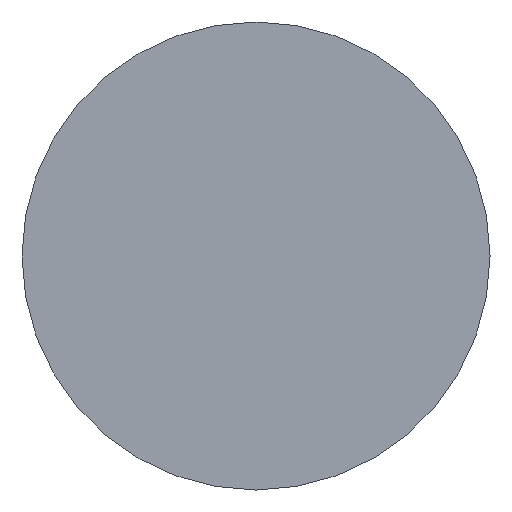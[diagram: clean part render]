
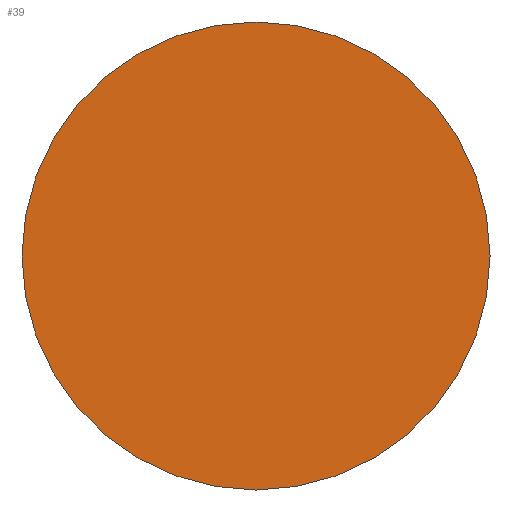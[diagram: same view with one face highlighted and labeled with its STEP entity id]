
A CAD part, left-side view. The second image highlights one B-rep face of the part: STEP entity #39.
In plain terms, the highlighted planar face has unit normal (-1, 0, 0).
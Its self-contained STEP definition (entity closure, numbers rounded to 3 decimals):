
#39 = ADVANCED_FACE( '', ( #86 ), #87, .T. );
#86 = FACE_OUTER_BOUND( '', #146, .T. );
#87 = PLANE( '', #147 );
#146 = EDGE_LOOP( '', ( #2416 ) );
#147 = AXIS2_PLACEMENT_3D( '', #2417, #2418, #2419 );
#2416 = ORIENTED_EDGE( '', *, *, #2505, .T. );
#2417 = CARTESIAN_POINT( '', ( -30., 0., 0. ) );
#2418 = DIRECTION( '', ( -1., 0., 0. ) );
#2419 = DIRECTION( '', ( 0., 0., 1. ) );
#2505 = EDGE_CURVE( '', #2544, #2544, #2545, .T. );
#2544 = VERTEX_POINT( '', #2599 );
#2545 = CIRCLE( '', #2600, 13.5 );
#2599 = CARTESIAN_POINT( '', ( -30., 0., 13.5 ) );
#2600 = AXIS2_PLACEMENT_3D( '', #6418, #6419, #6420 );
#6418 = CARTESIAN_POINT( '', ( -30., 0., 0. ) );
#6419 = DIRECTION( '', ( -1., 0., 0. ) );
#6420 = DIRECTION( '', ( 0., 0., 1. ) );
